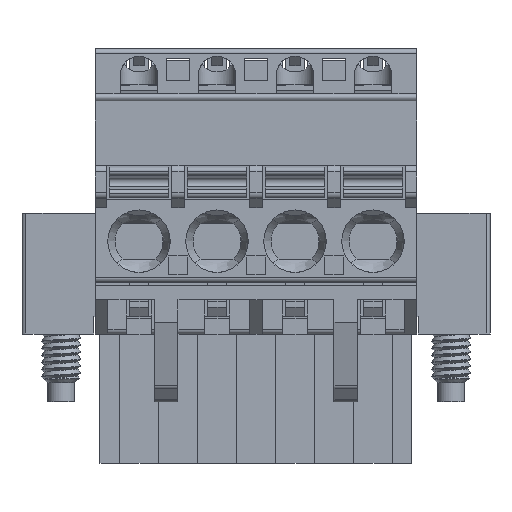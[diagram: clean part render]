
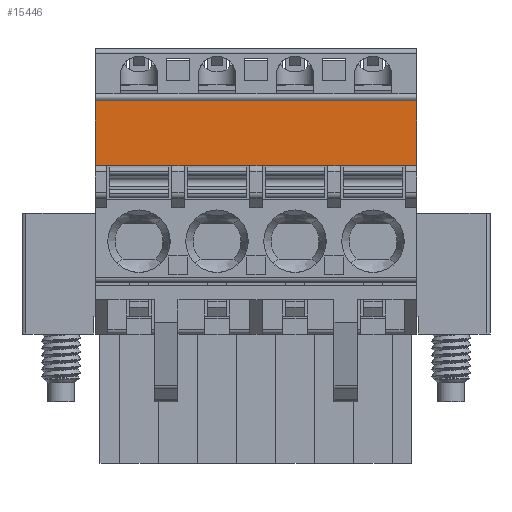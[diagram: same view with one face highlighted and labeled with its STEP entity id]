
A CAD part, front view. The second image highlights one B-rep face of the part: STEP entity #15446.
In plain terms, the highlighted planar face has unit normal (0, -1, 0).
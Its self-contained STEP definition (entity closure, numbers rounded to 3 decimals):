
#1855=CARTESIAN_POINT('',(10.95,1.5,-7.5));
#1856=VERTEX_POINT('',#1855);
#1863=CARTESIAN_POINT('',(10.24,1.5,-7.5));
#1864=VERTEX_POINT('',#1863);
#1865=CARTESIAN_POINT('',(10.95,1.5,-7.5));
#1866=DIRECTION('',(-1.,0.,0.));
#1867=VECTOR('',#1866,0.71);
#1868=LINE('',#1865,#1867);
#1869=EDGE_CURVE('',#1856,#1864,#1868,.T.);
#1886=CARTESIAN_POINT('',(15.95,1.5,-7.5));
#1887=VERTEX_POINT('',#1886);
#1888=CARTESIAN_POINT('',(15.13,1.5,-7.5));
#1889=VERTEX_POINT('',#1888);
#1890=CARTESIAN_POINT('',(15.95,1.5,-7.5));
#1891=DIRECTION('',(-1.,0.,0.));
#1892=VECTOR('',#1891,0.82);
#1893=LINE('',#1890,#1892);
#1894=EDGE_CURVE('',#1887,#1889,#1893,.T.);
#9219=CARTESIAN_POINT('',(20.13,1.5,-7.5));
#9220=VERTEX_POINT('',#9219);
#9483=CARTESIAN_POINT('',(15.95,1.5,-7.5));
#9484=DIRECTION('',(1.,0.,0.));
#9485=VECTOR('',#9484,4.18);
#9486=LINE('',#9483,#9485);
#9487=EDGE_CURVE('',#1887,#9220,#9486,.T.);
#9653=CARTESIAN_POINT('',(10.95,1.5,-7.5));
#9654=DIRECTION('',(1.,0.,0.));
#9655=VECTOR('',#9654,4.18);
#9656=LINE('',#9653,#9655);
#9657=EDGE_CURVE('',#1856,#1889,#9656,.T.);
#10657=CARTESIAN_POINT('',(10.24,1.5,-3.35));
#10658=VERTEX_POINT('',#10657);
#10659=CARTESIAN_POINT('',(10.24,1.5,-7.5));
#10660=DIRECTION('',(0.,0.,1.));
#10661=VECTOR('',#10660,4.15);
#10662=LINE('',#10659,#10661);
#10663=EDGE_CURVE('',#1864,#10658,#10662,.T.);
#14428=CARTESIAN_POINT('',(20.95,1.5,-7.5));
#14429=VERTEX_POINT('',#14428);
#14436=CARTESIAN_POINT('',(20.95,1.5,-7.5));
#14437=DIRECTION('',(-1.,0.,0.));
#14438=VECTOR('',#14437,0.82);
#14439=LINE('',#14436,#14438);
#14440=EDGE_CURVE('',#14429,#9220,#14439,.T.);
#15387=CARTESIAN_POINT('',(20.54,1.5,-5.425));
#15388=DIRECTION('',(0.,0.,1.));
#15389=DIRECTION('',(0.,-1.,0.));
#15390=AXIS2_PLACEMENT_3D('',#15387,#15389,#15388);
#15391=PLANE('',#15390);
#15392=ORIENTED_EDGE('',*,*,#10663,.F.);
#15393=ORIENTED_EDGE('',*,*,#1869,.F.);
#15394=ORIENTED_EDGE('',*,*,#9657,.T.);
#15395=ORIENTED_EDGE('',*,*,#1894,.F.);
#15396=ORIENTED_EDGE('',*,*,#9487,.T.);
#15397=ORIENTED_EDGE('',*,*,#14440,.F.);
#15398=CARTESIAN_POINT('',(25.13,1.5,-7.5));
#15399=VERTEX_POINT('',#15398);
#15400=CARTESIAN_POINT('',(20.95,1.5,-7.5));
#15401=DIRECTION('',(1.,0.,0.));
#15402=VECTOR('',#15401,4.18);
#15403=LINE('',#15400,#15402);
#15404=EDGE_CURVE('',#14429,#15399,#15403,.T.);
#15405=ORIENTED_EDGE('',*,*,#15404,.T.);
#15406=CARTESIAN_POINT('',(25.95,1.5,-7.5));
#15407=VERTEX_POINT('',#15406);
#15408=CARTESIAN_POINT('',(25.95,1.5,-7.5));
#15409=DIRECTION('',(-1.,0.,0.));
#15410=VECTOR('',#15409,0.82);
#15411=LINE('',#15408,#15410);
#15412=EDGE_CURVE('',#15407,#15399,#15411,.T.);
#15413=ORIENTED_EDGE('',*,*,#15412,.F.);
#15414=CARTESIAN_POINT('',(30.13,1.5,-7.5));
#15415=VERTEX_POINT('',#15414);
#15416=CARTESIAN_POINT('',(25.95,1.5,-7.5));
#15417=DIRECTION('',(1.,0.,0.));
#15418=VECTOR('',#15417,4.18);
#15419=LINE('',#15416,#15418);
#15420=EDGE_CURVE('',#15407,#15415,#15419,.T.);
#15421=ORIENTED_EDGE('',*,*,#15420,.T.);
#15422=CARTESIAN_POINT('',(30.84,1.5,-7.5));
#15423=VERTEX_POINT('',#15422);
#15424=CARTESIAN_POINT('',(30.84,1.5,-7.5));
#15425=DIRECTION('',(-1.,0.,0.));
#15426=VECTOR('',#15425,0.71);
#15427=LINE('',#15424,#15426);
#15428=EDGE_CURVE('',#15423,#15415,#15427,.T.);
#15429=ORIENTED_EDGE('',*,*,#15428,.F.);
#15430=CARTESIAN_POINT('',(30.84,1.5,-3.35));
#15431=VERTEX_POINT('',#15430);
#15432=CARTESIAN_POINT('',(30.84,1.5,-3.35));
#15433=DIRECTION('',(0.,0.,-1.));
#15434=VECTOR('',#15433,4.15);
#15435=LINE('',#15432,#15434);
#15436=EDGE_CURVE('',#15431,#15423,#15435,.T.);
#15437=ORIENTED_EDGE('',*,*,#15436,.F.);
#15438=CARTESIAN_POINT('',(30.84,1.5,-3.35));
#15439=DIRECTION('',(-1.,0.,0.));
#15440=VECTOR('',#15439,20.6);
#15441=LINE('',#15438,#15440);
#15442=EDGE_CURVE('',#15431,#10658,#15441,.T.);
#15443=ORIENTED_EDGE('',*,*,#15442,.T.);
#15444=EDGE_LOOP('',(#15392,#15393,#15394,#15395,#15396,#15397,#15405,#15413,#15421,#15429,#15437,#15443));
#15445=FACE_OUTER_BOUND('',#15444,.T.);
#15446=ADVANCED_FACE('',(#15445),#15391,.T.);
